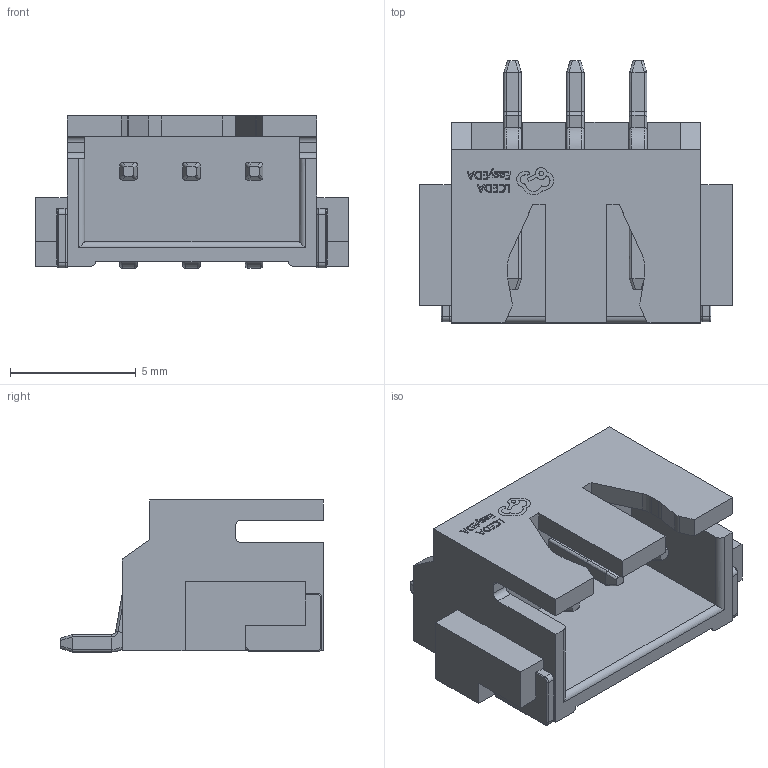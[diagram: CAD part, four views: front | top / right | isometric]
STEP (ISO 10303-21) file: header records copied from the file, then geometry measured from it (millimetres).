
FILE_DESCRIPTION (( 'STEP AP214' ), '1' );
FILE_NAME ('CONN-SMD_XH2.50-WS-3P.step', '2022-08-08T03:42:48', ( '' ), ( '' ), 'SwSTEP 2.0', 'SolidWorks 2020', '' );
FILE_SCHEMA (( 'AUTOMOTIVE_DESIGN' ));
Length unit declared in the file: millimetre
Products named in the file (1): CONN-SMD_XH2.50-WS-3P
Bounding box: 12.45 x 10.45 x 6.06 mm (x, y, z)
Volume: 246.1 mm3; surface area: 687 mm2
Topology: 16 solids, 16 shells, 608 faces, 1604 edges, 1041 vertices
Faces by surface type: plane 342, bspline 154, cylinder 88, torus 24
Entity records: 28584 total; most frequent: CARTESIAN_POINT 7947, ORIENTED_EDGE 3208, DIRECTION 2233, EDGE_CURVE 1604, VERTEX_POINT 1041, VECTOR 1039, LINE 1039, EDGE_LOOP 633
